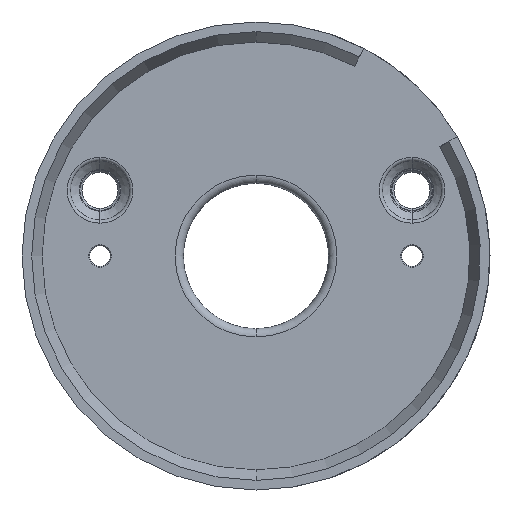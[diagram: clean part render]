
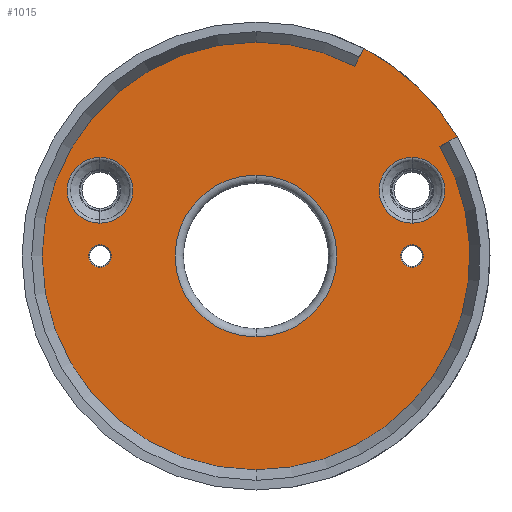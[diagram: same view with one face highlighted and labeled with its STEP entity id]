
A CAD part, front view. The second image highlights one B-rep face of the part: STEP entity #1015.
In plain terms, the highlighted planar face has unit normal (0, -1, 0).
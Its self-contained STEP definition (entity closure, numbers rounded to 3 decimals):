
#24 = AXIS2_PLACEMENT_3D ( 'NONE', #713, #47, #448 ) ;
#45 = ORIENTED_EDGE ( 'NONE', *, *, #394, .T. ) ;
#47 = DIRECTION ( 'NONE',  ( 0., -1., 0. ) ) ;
#66 = CARTESIAN_POINT ( 'NONE',  ( 19., 2.5, 12. ) ) ;
#72 = CARTESIAN_POINT ( 'NONE',  ( 24.503, 2.5, 14.555 ) ) ;
#78 = CIRCLE ( 'NONE', #191, 1.4 ) ;
#82 = EDGE_CURVE ( 'NONE', #319, #1249, #1446, .T. ) ;
#95 = CARTESIAN_POINT ( 'NONE',  ( 0., 2.5, 26.051 ) ) ;
#96 = CARTESIAN_POINT ( 'NONE',  ( -19., 2.5, 0. ) ) ;
#100 = EDGE_CURVE ( 'NONE', #382, #1364, #1296, .T. ) ;
#116 = AXIS2_PLACEMENT_3D ( 'NONE', #1517, #999, #1539 ) ;
#129 = CIRCLE ( 'NONE', #891, 9.85 ) ;
#145 = ORIENTED_EDGE ( 'NONE', *, *, #1204, .F. ) ;
#157 = CARTESIAN_POINT ( 'NONE',  ( 19., 2.5, 1.4 ) ) ;
#163 = CARTESIAN_POINT ( 'NONE',  ( 0., 2.5, 9.85 ) ) ;
#174 = EDGE_LOOP ( 'NONE', ( #707, #45 ) ) ;
#189 = AXIS2_PLACEMENT_3D ( 'NONE', #1136, #878, #1677 ) ;
#191 = AXIS2_PLACEMENT_3D ( 'NONE', #1252, #474, #1369 ) ;
#192 = CARTESIAN_POINT ( 'NONE',  ( 0., 2.5, 0. ) ) ;
#194 = ORIENTED_EDGE ( 'NONE', *, *, #210, .T. ) ;
#206 = EDGE_LOOP ( 'NONE', ( #861, #1067 ) ) ;
#209 = EDGE_CURVE ( 'NONE', #1604, #217, #804, .T. ) ;
#210 = EDGE_CURVE ( 'NONE', #1567, #1226, #1671, .T. ) ;
#217 = VERTEX_POINT ( 'NONE', #1038 ) ;
#218 = DIRECTION ( 'NONE',  ( 0., -1., 0. ) ) ;
#240 = DIRECTION ( 'NONE',  ( 0., 0., -1. ) ) ;
#242 = DIRECTION ( 'NONE',  ( 0., 1., 0. ) ) ;
#291 = VERTEX_POINT ( 'NONE', #163 ) ;
#293 = ORIENTED_EDGE ( 'NONE', *, *, #1138, .T. ) ;
#295 = CARTESIAN_POINT ( 'NONE',  ( 0., 2.5, -9.85 ) ) ;
#318 = CIRCLE ( 'NONE', #1128, 9.85 ) ;
#319 = VERTEX_POINT ( 'NONE', #66 ) ;
#346 = AXIS2_PLACEMENT_3D ( 'NONE', #96, #1636, #882 ) ;
#353 = AXIS2_PLACEMENT_3D ( 'NONE', #1660, #989, #495 ) ;
#355 = ORIENTED_EDGE ( 'NONE', *, *, #1550, .F. ) ;
#382 = VERTEX_POINT ( 'NONE', #441 ) ;
#392 = ORIENTED_EDGE ( 'NONE', *, *, #992, .T. ) ;
#394 = EDGE_CURVE ( 'NONE', #291, #1353, #129, .T. ) ;
#397 = DIRECTION ( 'NONE',  ( 0., 1., 0. ) ) ;
#401 = CARTESIAN_POINT ( 'NONE',  ( -19., 2.5, 12. ) ) ;
#406 = ORIENTED_EDGE ( 'NONE', *, *, #637, .T. ) ;
#414 = VERTEX_POINT ( 'NONE', #462 ) ;
#419 = CARTESIAN_POINT ( 'NONE',  ( 22.397, 2.5, 13.305 ) ) ;
#441 = CARTESIAN_POINT ( 'NONE',  ( 0., 2.5, -26.051 ) ) ;
#448 = DIRECTION ( 'NONE',  ( 0., 0., -1. ) ) ;
#459 = CARTESIAN_POINT ( 'NONE',  ( 0., 2.5, 0. ) ) ;
#462 = CARTESIAN_POINT ( 'NONE',  ( 19., 2.5, -1.4 ) ) ;
#474 = DIRECTION ( 'NONE',  ( 0., -1., 0. ) ) ;
#476 = CIRCLE ( 'NONE', #966, 1.4 ) ;
#478 = CARTESIAN_POINT ( 'NONE',  ( -19., 2.5, 8. ) ) ;
#495 = DIRECTION ( 'NONE',  ( 0., 0., -1. ) ) ;
#522 = ORIENTED_EDGE ( 'NONE', *, *, #584, .T. ) ;
#523 = EDGE_CURVE ( 'NONE', #1353, #291, #318, .T. ) ;
#530 = CARTESIAN_POINT ( 'NONE',  ( 0., 2.5, 0. ) ) ;
#549 = CARTESIAN_POINT ( 'NONE',  ( 13.138, 2.5, 25.291 ) ) ;
#557 = DIRECTION ( 'NONE',  ( 0., 1., 0. ) ) ;
#558 = EDGE_LOOP ( 'NONE', ( #194, #406 ) ) ;
#574 = ORIENTED_EDGE ( 'NONE', *, *, #1098, .F. ) ;
#584 = EDGE_CURVE ( 'NONE', #1130, #1604, #951, .T. ) ;
#586 = CIRCLE ( 'NONE', #991, 1.4 ) ;
#613 = FACE_BOUND ( 'NONE', #558, .T. ) ;
#630 = DIRECTION ( 'NONE',  ( 0., 0., -1. ) ) ;
#637 = EDGE_CURVE ( 'NONE', #1226, #1567, #811, .T. ) ;
#639 = CIRCLE ( 'NONE', #346, 1.4 ) ;
#707 = ORIENTED_EDGE ( 'NONE', *, *, #523, .T. ) ;
#710 = VECTOR ( 'NONE', #788, 1000. ) ;
#713 = CARTESIAN_POINT ( 'NONE',  ( 0., 2.5, 0. ) ) ;
#719 = DIRECTION ( 'NONE',  ( 0., 0., -1. ) ) ;
#743 = VERTEX_POINT ( 'NONE', #802 ) ;
#744 = CARTESIAN_POINT ( 'NONE',  ( -19., 2.5, 4. ) ) ;
#788 = DIRECTION ( 'NONE',  ( -0.461, 0., -0.887 ) ) ;
#802 = CARTESIAN_POINT ( 'NONE',  ( -19., 2.5, 1.4 ) ) ;
#804 = LINE ( 'NONE', #549, #710 ) ;
#811 = CIRCLE ( 'NONE', #1107, 4. ) ;
#831 = DIRECTION ( 'NONE',  ( 0., 0., -1. ) ) ;
#850 = FACE_BOUND ( 'NONE', #1556, .T. ) ;
#852 = DIRECTION ( 'NONE',  ( 0., 0., -1. ) ) ;
#861 = ORIENTED_EDGE ( 'NONE', *, *, #1325, .T. ) ;
#869 = DIRECTION ( 'NONE',  ( 0., 0., -1. ) ) ;
#874 = DIRECTION ( 'NONE',  ( 0., -1., 0. ) ) ;
#878 = DIRECTION ( 'NONE',  ( 0., 1., 0. ) ) ;
#879 = ORIENTED_EDGE ( 'NONE', *, *, #100, .T. ) ;
#882 = DIRECTION ( 'NONE',  ( 0., 0., -1. ) ) ;
#891 = AXIS2_PLACEMENT_3D ( 'NONE', #192, #557, #831 ) ;
#901 = EDGE_CURVE ( 'NONE', #217, #1468, #1418, .T. ) ;
#923 = AXIS2_PLACEMENT_3D ( 'NONE', #1057, #397, #1574 ) ;
#944 = DIRECTION ( 'NONE',  ( 0., -1., 0. ) ) ;
#951 = CIRCLE ( 'NONE', #1253, 28.5 ) ;
#962 = LINE ( 'NONE', #419, #1290 ) ;
#966 = AXIS2_PLACEMENT_3D ( 'NONE', #1548, #1044, #1444 ) ;
#988 = EDGE_CURVE ( 'NONE', #1367, #743, #586, .T. ) ;
#989 = DIRECTION ( 'NONE',  ( 0., -1., 0. ) ) ;
#991 = AXIS2_PLACEMENT_3D ( 'NONE', #1362, #944, #719 ) ;
#992 = EDGE_CURVE ( 'NONE', #1364, #1130, #962, .T. ) ;
#999 = DIRECTION ( 'NONE',  ( 0., -1., 0. ) ) ;
#1012 = EDGE_LOOP ( 'NONE', ( #1266, #293, #879, #392, #522, #1220 ) ) ;
#1013 = AXIS2_PLACEMENT_3D ( 'NONE', #459, #874, #240 ) ;
#1015 = ADVANCED_FACE ( 'NONE', ( #613, #1388, #1646, #1264, #850, #1378 ), #1404, .T. ) ;
#1038 = CARTESIAN_POINT ( 'NONE',  ( 12.009, 2.5, 23.118 ) ) ;
#1044 = DIRECTION ( 'NONE',  ( 0., -1., 0. ) ) ;
#1057 = CARTESIAN_POINT ( 'NONE',  ( -19., 2.5, 8. ) ) ;
#1062 = CARTESIAN_POINT ( 'NONE',  ( 22.397, 2.5, 13.305 ) ) ;
#1067 = ORIENTED_EDGE ( 'NONE', *, *, #82, .T. ) ;
#1098 = EDGE_CURVE ( 'NONE', #743, #1367, #639, .T. ) ;
#1107 = AXIS2_PLACEMENT_3D ( 'NONE', #478, #242, #630 ) ;
#1128 = AXIS2_PLACEMENT_3D ( 'NONE', #530, #1445, #852 ) ;
#1130 = VERTEX_POINT ( 'NONE', #72 ) ;
#1136 = CARTESIAN_POINT ( 'NONE',  ( 19., 2.5, 8. ) ) ;
#1138 = EDGE_CURVE ( 'NONE', #1468, #382, #1546, .T. ) ;
#1204 = EDGE_CURVE ( 'NONE', #414, #1371, #476, .T. ) ;
#1205 = DIRECTION ( 'NONE',  ( 0., 1., 0. ) ) ;
#1220 = ORIENTED_EDGE ( 'NONE', *, *, #209, .T. ) ;
#1226 = VERTEX_POINT ( 'NONE', #401 ) ;
#1249 = VERTEX_POINT ( 'NONE', #1579 ) ;
#1252 = CARTESIAN_POINT ( 'NONE',  ( 19., 2.5, 0. ) ) ;
#1253 = AXIS2_PLACEMENT_3D ( 'NONE', #1543, #218, #869 ) ;
#1264 = FACE_BOUND ( 'NONE', #1656, .T. ) ;
#1266 = ORIENTED_EDGE ( 'NONE', *, *, #901, .T. ) ;
#1272 = ORIENTED_EDGE ( 'NONE', *, *, #988, .F. ) ;
#1283 = CIRCLE ( 'NONE', #1455, 4. ) ;
#1290 = VECTOR ( 'NONE', #1607, 1000. ) ;
#1296 = CIRCLE ( 'NONE', #353, 26.051 ) ;
#1325 = EDGE_CURVE ( 'NONE', #1249, #319, #1283, .T. ) ;
#1353 = VERTEX_POINT ( 'NONE', #295 ) ;
#1354 = DIRECTION ( 'NONE',  ( 0., 0., -1. ) ) ;
#1362 = CARTESIAN_POINT ( 'NONE',  ( -19., 2.5, 0. ) ) ;
#1364 = VERTEX_POINT ( 'NONE', #1062 ) ;
#1367 = VERTEX_POINT ( 'NONE', #1629 ) ;
#1369 = DIRECTION ( 'NONE',  ( 0., 0., -1. ) ) ;
#1371 = VERTEX_POINT ( 'NONE', #157 ) ;
#1378 = FACE_OUTER_BOUND ( 'NONE', #1012, .T. ) ;
#1388 = FACE_BOUND ( 'NONE', #206, .T. ) ;
#1404 = PLANE ( 'NONE',  #1013 ) ;
#1418 = CIRCLE ( 'NONE', #24, 26.051 ) ;
#1444 = DIRECTION ( 'NONE',  ( 0., 0., -1. ) ) ;
#1445 = DIRECTION ( 'NONE',  ( 0., 1., 0. ) ) ;
#1446 = CIRCLE ( 'NONE', #189, 4. ) ;
#1455 = AXIS2_PLACEMENT_3D ( 'NONE', #1472, #1205, #1354 ) ;
#1468 = VERTEX_POINT ( 'NONE', #95 ) ;
#1472 = CARTESIAN_POINT ( 'NONE',  ( 19., 2.5, 8. ) ) ;
#1517 = CARTESIAN_POINT ( 'NONE',  ( 0., 2.5, 0. ) ) ;
#1539 = DIRECTION ( 'NONE',  ( 0., 0., -1. ) ) ;
#1543 = CARTESIAN_POINT ( 'NONE',  ( 0., 2.5, 0. ) ) ;
#1546 = CIRCLE ( 'NONE', #116, 26.051 ) ;
#1548 = CARTESIAN_POINT ( 'NONE',  ( 19., 2.5, 0. ) ) ;
#1550 = EDGE_CURVE ( 'NONE', #1371, #414, #78, .T. ) ;
#1556 = EDGE_LOOP ( 'NONE', ( #1272, #574 ) ) ;
#1558 = CARTESIAN_POINT ( 'NONE',  ( 13.138, 2.5, 25.291 ) ) ;
#1567 = VERTEX_POINT ( 'NONE', #744 ) ;
#1574 = DIRECTION ( 'NONE',  ( 0., 0., -1. ) ) ;
#1579 = CARTESIAN_POINT ( 'NONE',  ( 19., 2.5, 4. ) ) ;
#1604 = VERTEX_POINT ( 'NONE', #1558 ) ;
#1607 = DIRECTION ( 'NONE',  ( 0.86, 0., 0.511 ) ) ;
#1629 = CARTESIAN_POINT ( 'NONE',  ( -19., 2.5, -1.4 ) ) ;
#1636 = DIRECTION ( 'NONE',  ( 0., -1., 0. ) ) ;
#1646 = FACE_BOUND ( 'NONE', #174, .T. ) ;
#1656 = EDGE_LOOP ( 'NONE', ( #145, #355 ) ) ;
#1660 = CARTESIAN_POINT ( 'NONE',  ( 0., 2.5, 0. ) ) ;
#1671 = CIRCLE ( 'NONE', #923, 4. ) ;
#1677 = DIRECTION ( 'NONE',  ( 0., 0., -1. ) ) ;
